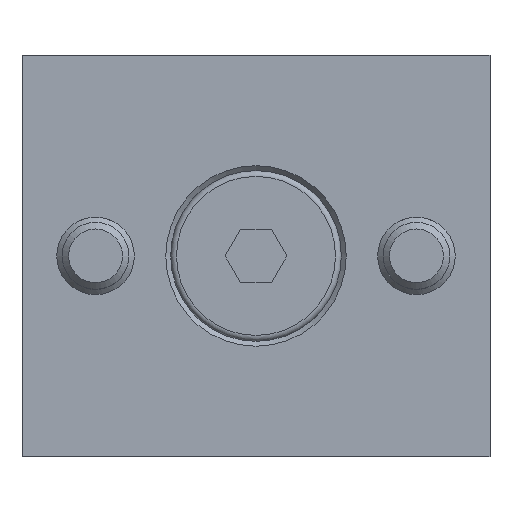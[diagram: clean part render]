
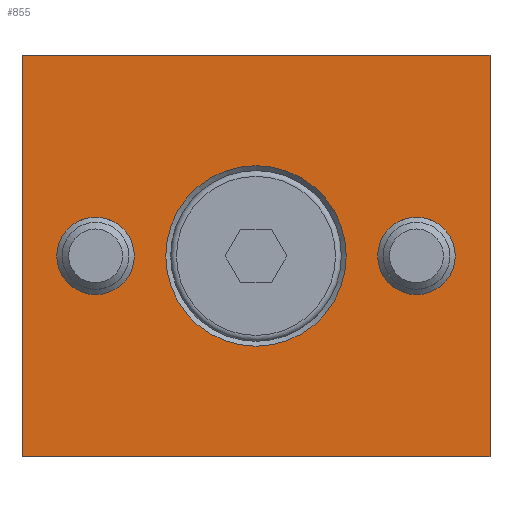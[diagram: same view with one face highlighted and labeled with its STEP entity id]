
A CAD part, top view. The second image highlights one B-rep face of the part: STEP entity #855.
In plain terms, the highlighted planar face has unit normal (0, 0, 1).
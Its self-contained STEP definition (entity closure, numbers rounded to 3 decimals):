
#51=CIRCLE('',#912,2.9);
#53=CIRCLE('',#915,2.9);
#56=CIRCLE('',#921,6.75);
#109=ORIENTED_EDGE('',*,*,#271,.T.);
#110=ORIENTED_EDGE('',*,*,#266,.T.);
#111=ORIENTED_EDGE('',*,*,#264,.T.);
#112=ORIENTED_EDGE('',*,*,#253,.F.);
#113=ORIENTED_EDGE('',*,*,#270,.F.);
#114=ORIENTED_EDGE('',*,*,#261,.F.);
#115=ORIENTED_EDGE('',*,*,#256,.F.);
#253=EDGE_CURVE('',#336,#337,#395,.T.);
#256=EDGE_CURVE('',#337,#339,#398,.T.);
#261=EDGE_CURVE('',#339,#343,#402,.T.);
#264=EDGE_CURVE('',#345,#345,#51,.T.);
#266=EDGE_CURVE('',#347,#347,#53,.T.);
#270=EDGE_CURVE('',#343,#336,#405,.T.);
#271=EDGE_CURVE('',#350,#350,#56,.T.);
#336=VERTEX_POINT('',#1198);
#337=VERTEX_POINT('',#1200);
#339=VERTEX_POINT('',#1206);
#343=VERTEX_POINT('',#1220);
#345=VERTEX_POINT('',#1226);
#347=VERTEX_POINT('',#1231);
#350=VERTEX_POINT('',#1242);
#395=LINE('',#1199,#451);
#398=LINE('',#1205,#454);
#402=LINE('',#1219,#458);
#405=LINE('',#1239,#461);
#451=VECTOR('',#987,1000.);
#454=VECTOR('',#992,1000.);
#458=VECTOR('',#998,1000.);
#461=VECTOR('',#1021,1000.);
#514=EDGE_LOOP('',(#109));
#515=EDGE_LOOP('',(#110));
#516=EDGE_LOOP('',(#111));
#517=EDGE_LOOP('',(#112,#113,#114,#115));
#578=FACE_BOUND('',#514,.T.);
#579=FACE_BOUND('',#515,.T.);
#580=FACE_BOUND('',#516,.T.);
#581=FACE_BOUND('',#517,.T.);
#637=PLANE('',#920);
#855=ADVANCED_FACE('',(#578,#579,#580,#581),#637,.F.);
#912=AXIS2_PLACEMENT_3D('',#1225,#1004,#1005);
#915=AXIS2_PLACEMENT_3D('',#1230,#1010,#1011);
#920=AXIS2_PLACEMENT_3D('',#1240,#1022,#1023);
#921=AXIS2_PLACEMENT_3D('',#1241,#1024,#1025);
#987=DIRECTION('',(0.,1.,0.));
#992=DIRECTION('',(1.,0.,0.));
#998=DIRECTION('',(0.,-1.,0.));
#1004=DIRECTION('',(0.,0.,-1.));
#1005=DIRECTION('',(1.,0.,0.));
#1010=DIRECTION('',(0.,0.,-1.));
#1011=DIRECTION('',(1.,0.,0.));
#1021=DIRECTION('',(-1.,0.,0.));
#1022=DIRECTION('',(0.,0.,-1.));
#1023=DIRECTION('',(-1.,0.,0.));
#1024=DIRECTION('',(0.,0.,-1.));
#1025=DIRECTION('',(0.,1.,0.));
#1198=CARTESIAN_POINT('',(-17.5,-15.,6.));
#1199=CARTESIAN_POINT('',(-17.5,-15.,6.));
#1200=CARTESIAN_POINT('',(-17.5,15.,6.));
#1205=CARTESIAN_POINT('',(-17.5,15.,6.));
#1206=CARTESIAN_POINT('',(17.5,15.,6.));
#1219=CARTESIAN_POINT('',(17.5,15.,6.));
#1220=CARTESIAN_POINT('',(17.5,-15.,6.));
#1225=CARTESIAN_POINT('',(-12.,0.,6.));
#1226=CARTESIAN_POINT('',(-9.1,0.,6.));
#1230=CARTESIAN_POINT('',(12.,0.,6.));
#1231=CARTESIAN_POINT('',(14.9,0.,6.));
#1239=CARTESIAN_POINT('',(17.5,-15.,6.));
#1240=CARTESIAN_POINT('',(-17.5,15.,6.));
#1241=CARTESIAN_POINT('',(0.,0.,6.));
#1242=CARTESIAN_POINT('',(0.,6.75,6.));
